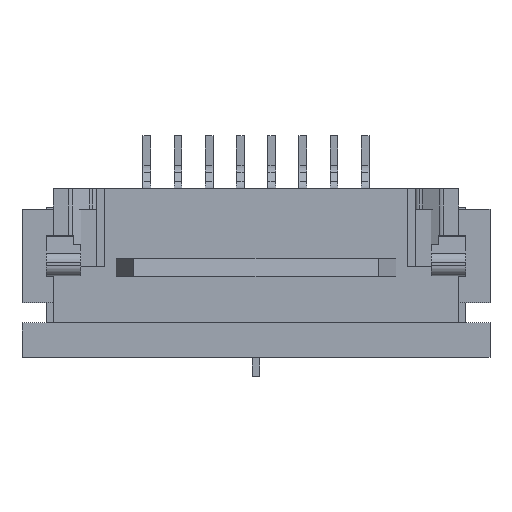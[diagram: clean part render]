
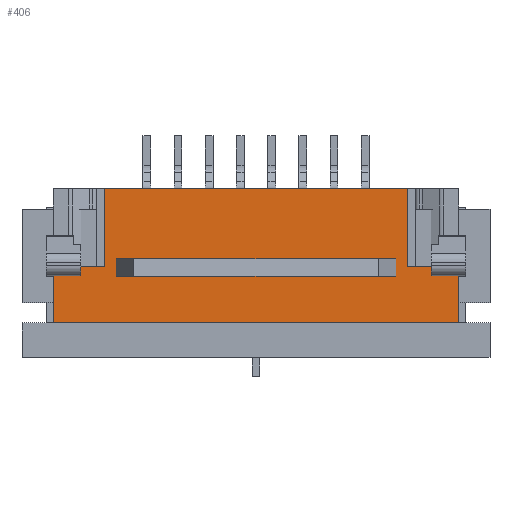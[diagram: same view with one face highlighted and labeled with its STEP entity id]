
A CAD part, top view. The second image highlights one B-rep face of the part: STEP entity #406.
In plain terms, the highlighted planar face has unit normal (0, 0, 1).
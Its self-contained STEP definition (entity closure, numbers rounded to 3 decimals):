
#406 = ADVANCED_FACE( '', ( #935 ), #936, .F. );
#935 = FACE_OUTER_BOUND( '', #1637, .T. );
#936 = PLANE( '', #1638 );
#1637 = EDGE_LOOP( '', ( #2467, #2468, #2469, #2470, #2471, #2472, #2473, #2474 ) );
#1638 = AXIS2_PLACEMENT_3D( '', #2475, #2476, #2477 );
#2467 = ORIENTED_EDGE( '', *, *, #5340, .T. );
#2468 = ORIENTED_EDGE( '', *, *, #5341, .F. );
#2469 = ORIENTED_EDGE( '', *, *, #5342, .T. );
#2470 = ORIENTED_EDGE( '', *, *, #5343, .F. );
#2471 = ORIENTED_EDGE( '', *, *, #5344, .F. );
#2472 = ORIENTED_EDGE( '', *, *, #5345, .F. );
#2473 = ORIENTED_EDGE( '', *, *, #5314, .F. );
#2474 = ORIENTED_EDGE( '', *, *, #5338, .T. );
#2475 = CARTESIAN_POINT( '', ( 6.5, -2.15, 1.5 ) );
#2476 = DIRECTION( '', ( 0., 0., -1. ) );
#2477 = DIRECTION( '', ( -1., 0., 0. ) );
#5314 = EDGE_CURVE( '', #6354, #6356, #6357, .T. );
#5338 = EDGE_CURVE( '', #6354, #6398, #6400, .T. );
#5340 = EDGE_CURVE( '', #6398, #6402, #6403, .T. );
#5341 = EDGE_CURVE( '', #6404, #6402, #6405, .T. );
#5342 = EDGE_CURVE( '', #6404, #6406, #6407, .T. );
#5343 = EDGE_CURVE( '', #6408, #6406, #6409, .T. );
#5344 = EDGE_CURVE( '', #6410, #6408, #6411, .T. );
#5345 = EDGE_CURVE( '', #6356, #6410, #6412, .T. );
#6354 = VERTEX_POINT( '', #7897 );
#6356 = VERTEX_POINT( '', #7900 );
#6357 = LINE( '', #7901, #7902 );
#6398 = VERTEX_POINT( '', #7960 );
#6400 = LINE( '', #7963, #7964 );
#6402 = VERTEX_POINT( '', #7967 );
#6403 = LINE( '', #7968, #7969 );
#6404 = VERTEX_POINT( '', #7970 );
#6405 = LINE( '', #7971, #7972 );
#6406 = VERTEX_POINT( '', #7973 );
#6407 = LINE( '', #7974, #7975 );
#6408 = VERTEX_POINT( '', #7976 );
#6409 = LINE( '', #7977, #7978 );
#6410 = VERTEX_POINT( '', #7979 );
#6411 = LINE( '', #7980, #7981 );
#6412 = LINE( '', #7982, #7983 );
#7897 = CARTESIAN_POINT( '', ( 6.5, -2.15, 1.5 ) );
#7900 = CARTESIAN_POINT( '', ( -6.5, -2.15, 1.5 ) );
#7901 = CARTESIAN_POINT( '', ( 6.5, -2.15, 1.5 ) );
#7902 = VECTOR( '', #10029, 1000. );
#7960 = CARTESIAN_POINT( '', ( 6.5, -0.35, 1.5 ) );
#7963 = CARTESIAN_POINT( '', ( 6.5, -2.15, 1.5 ) );
#7964 = VECTOR( '', #10063, 1000. );
#7967 = CARTESIAN_POINT( '', ( 4.85, -0.35, 1.5 ) );
#7968 = CARTESIAN_POINT( '', ( 4.85, -0.35, 1.5 ) );
#7969 = VECTOR( '', #10065, 1000. );
#7970 = CARTESIAN_POINT( '', ( 4.85, 2.15, 1.5 ) );
#7971 = CARTESIAN_POINT( '', ( 4.85, 14.043, 1.5 ) );
#7972 = VECTOR( '', #10066, 1000. );
#7973 = CARTESIAN_POINT( '', ( -4.85, 2.15, 1.5 ) );
#7974 = CARTESIAN_POINT( '', ( 6.5, 2.15, 1.5 ) );
#7975 = VECTOR( '', #10067, 1000. );
#7976 = CARTESIAN_POINT( '', ( -4.85, -0.35, 1.5 ) );
#7977 = CARTESIAN_POINT( '', ( -4.85, -2.15, 1.5 ) );
#7978 = VECTOR( '', #10068, 1000. );
#7979 = CARTESIAN_POINT( '', ( -6.5, -0.35, 1.5 ) );
#7980 = CARTESIAN_POINT( '', ( -4.85, -0.35, 1.5 ) );
#7981 = VECTOR( '', #10069, 1000. );
#7982 = CARTESIAN_POINT( '', ( -6.5, -2.15, 1.5 ) );
#7983 = VECTOR( '', #10070, 1000. );
#10029 = DIRECTION( '', ( -1., 0., 0. ) );
#10063 = DIRECTION( '', ( 0., 1., 0. ) );
#10065 = DIRECTION( '', ( -1., 0., 0. ) );
#10066 = DIRECTION( '', ( 0., -1., 0. ) );
#10067 = DIRECTION( '', ( -1., 0., 0. ) );
#10068 = DIRECTION( '', ( 0., 1., 0. ) );
#10069 = DIRECTION( '', ( 1., 0., 0. ) );
#10070 = DIRECTION( '', ( 0., 1., 0. ) );
